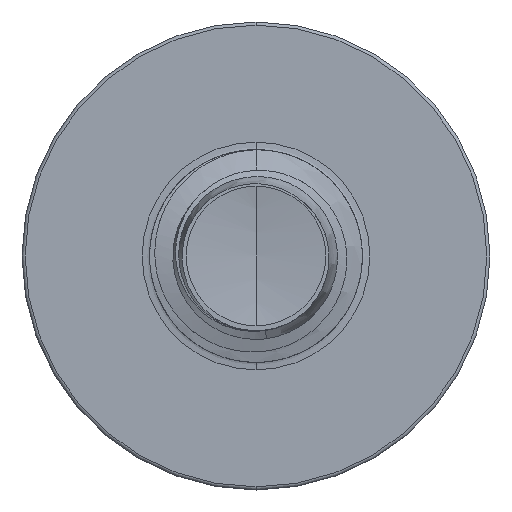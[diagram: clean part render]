
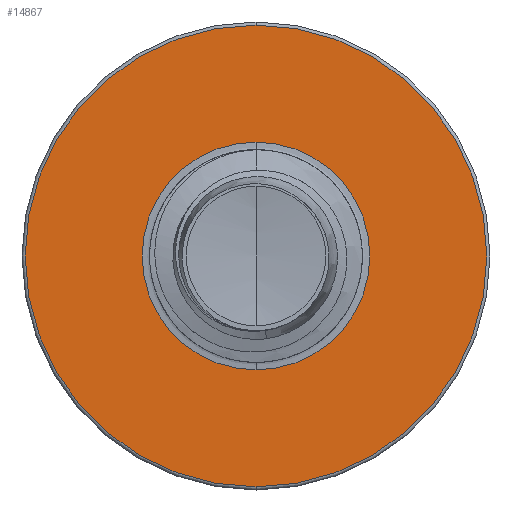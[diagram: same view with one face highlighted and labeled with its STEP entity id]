
A CAD part, front view. The second image highlights one B-rep face of the part: STEP entity #14867.
In plain terms, the highlighted planar face has unit normal (0, -1, 0).
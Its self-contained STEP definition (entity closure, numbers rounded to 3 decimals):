
#229 = CARTESIAN_POINT ( 'NONE',  ( 0., 14., 5.425 ) ) ;
#774 = DIRECTION ( 'NONE',  ( 0., 0., 1. ) ) ;
#979 = VERTEX_POINT ( 'NONE', #229 ) ;
#1982 = CIRCLE ( 'NONE', #2092, 5.425 ) ;
#2092 = AXIS2_PLACEMENT_3D ( 'NONE', #17466, #5010, #19562 ) ;
#2330 = ORIENTED_EDGE ( 'NONE', *, *, #16252, .T. ) ;
#2718 = EDGE_CURVE ( 'NONE', #26321, #979, #15007, .T. ) ;
#3548 = CARTESIAN_POINT ( 'NONE',  ( 0., 14., 2.677 ) ) ;
#3737 = DIRECTION ( 'NONE',  ( 0., 1., 0. ) ) ;
#4524 = CARTESIAN_POINT ( 'NONE',  ( 0., 14., -5.425 ) ) ;
#5010 = DIRECTION ( 'NONE',  ( 0., 1., 0. ) ) ;
#5273 = CIRCLE ( 'NONE', #25410, 2.677 ) ;
#9236 = EDGE_CURVE ( 'NONE', #21219, #15988, #5273, .T. ) ;
#9497 = ORIENTED_EDGE ( 'NONE', *, *, #10145, .F. ) ;
#9620 = AXIS2_PLACEMENT_3D ( 'NONE', #9894, #24433, #11985 ) ;
#9894 = CARTESIAN_POINT ( 'NONE',  ( 0., 14., 0. ) ) ;
#10145 = EDGE_CURVE ( 'NONE', #979, #26321, #1982, .T. ) ;
#11058 = CARTESIAN_POINT ( 'NONE',  ( 0., 14., -2.677 ) ) ;
#11260 = DIRECTION ( 'NONE',  ( 0., 0., 1. ) ) ;
#11264 = DIRECTION ( 'NONE',  ( 0., 1., 0. ) ) ;
#11291 = CARTESIAN_POINT ( 'NONE',  ( 0., 14., 0. ) ) ;
#11985 = DIRECTION ( 'NONE',  ( 0., 0., 1. ) ) ;
#11990 = CARTESIAN_POINT ( 'NONE',  ( 0., 14., -2.677 ) ) ;
#12087 = ORIENTED_EDGE ( 'NONE', *, *, #9236, .T. ) ;
#13222 = FACE_OUTER_BOUND ( 'NONE', #18328, .T. ) ;
#13229 = DIRECTION ( 'NONE',  ( 0., 1., 0. ) ) ;
#14585 = EDGE_LOOP ( 'NONE', ( #12087, #2330 ) ) ;
#14867 = ADVANCED_FACE ( 'NONE', ( #13222, #22328 ), #20281, .F. ) ;
#15007 = CIRCLE ( 'NONE', #15099, 5.425 ) ;
#15099 = AXIS2_PLACEMENT_3D ( 'NONE', #11291, #11264, #11260 ) ;
#15988 = VERTEX_POINT ( 'NONE', #11058 ) ;
#16252 = EDGE_CURVE ( 'NONE', #15988, #21219, #22647, .T. ) ;
#17466 = CARTESIAN_POINT ( 'NONE',  ( 0., 14., 0. ) ) ;
#18286 = DIRECTION ( 'NONE',  ( 0., 0., 1. ) ) ;
#18328 = EDGE_LOOP ( 'NONE', ( #9497, #26704 ) ) ;
#19562 = DIRECTION ( 'NONE',  ( 0., 0., 1. ) ) ;
#20281 = PLANE ( 'NONE',  #23188 ) ;
#21219 = VERTEX_POINT ( 'NONE', #3548 ) ;
#22328 = FACE_BOUND ( 'NONE', #14585, .T. ) ;
#22647 = CIRCLE ( 'NONE', #9620, 2.677 ) ;
#23188 = AXIS2_PLACEMENT_3D ( 'NONE', #11990, #3737, #18286 ) ;
#24433 = DIRECTION ( 'NONE',  ( 0., 1., 0. ) ) ;
#25410 = AXIS2_PLACEMENT_3D ( 'NONE', #25674, #13229, #774 ) ;
#25674 = CARTESIAN_POINT ( 'NONE',  ( 0., 14., 0. ) ) ;
#26321 = VERTEX_POINT ( 'NONE', #4524 ) ;
#26704 = ORIENTED_EDGE ( 'NONE', *, *, #2718, .F. ) ;
